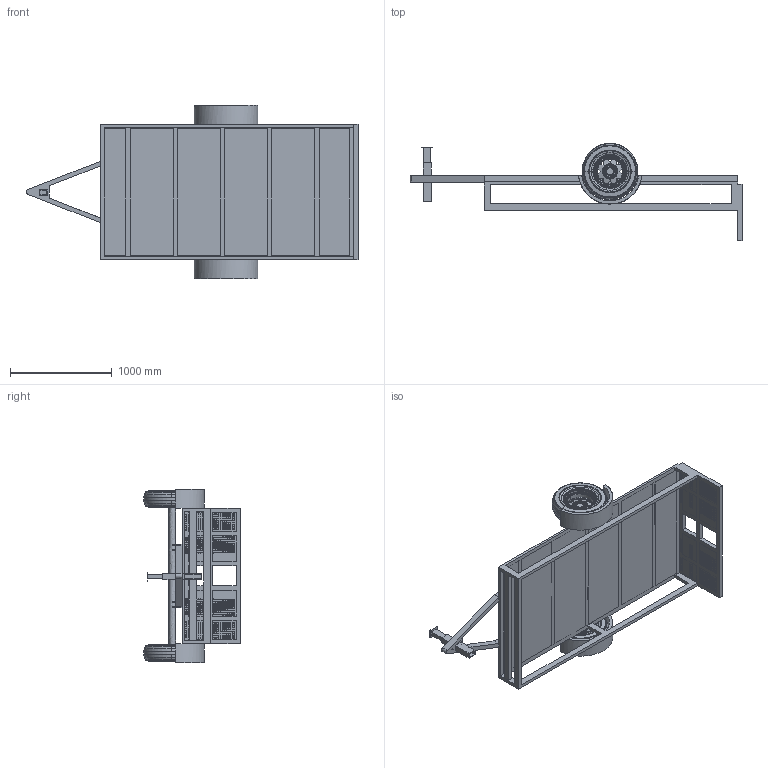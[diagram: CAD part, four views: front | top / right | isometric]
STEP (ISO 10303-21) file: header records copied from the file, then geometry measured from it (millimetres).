
FILE_DESCRIPTION(('FreeCAD Model'),'2;1');
FILE_NAME('Open CASCADE Shape Model','2025-05-04T21:31:08',('FreeCAD'),( 'FreeCAD'),'Open CASCADE STEP processor 7.6','FreeCAD','Unknown');
FILE_SCHEMA(('AUTOMOTIVE_DESIGN { 1 0 10303 214 1 1 1 1 }'));
Products named in the file (1): Open CASCADE STEP translator 7.6 1
Bounding box: 3262.42 x 950.97 x 1702.37 mm (x, y, z)
Surface area: 16283786.8 mm2 (no closed solid volume)
Topology: 0 solids, 1868 shells, 1868 faces, 10994 edges, 10994 vertices
Faces by surface type: bspline 1868
Entity records: 118287 total; most frequent: CARTESIAN_POINT 68641, ORIENTED_EDGE 10994, EDGE_CURVE 10994, VERTEX_POINT 10994, B_SPLINE_CURVE_WITH_KNOTS 4726, FACE_BOUND 2977, EDGE_LOOP 2977, SHELL_BASED_SURFACE_MODEL 1868
